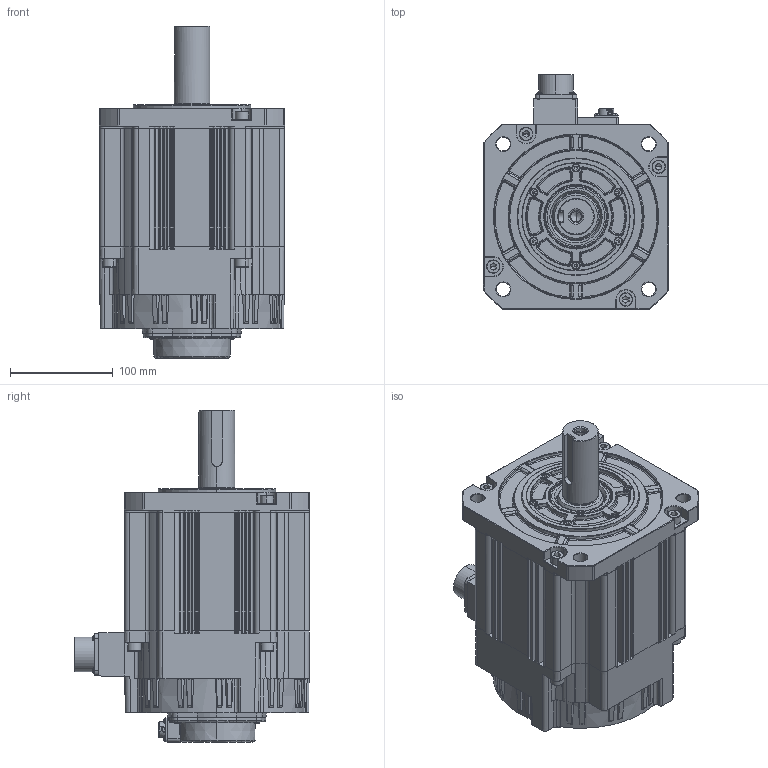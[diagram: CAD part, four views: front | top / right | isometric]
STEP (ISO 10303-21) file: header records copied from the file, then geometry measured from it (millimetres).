
FILE_DESCRIPTION (( 'STEP AP203' ), '1' );
FILE_NAME ('SV-X2MH400A-B4LA.STEP', '2021-10-12T13:36:57', ( 'China' ), ( 'Microsoft' ), 'SwSTEP 2.0', 'SolidWorks 2016', '' );
FILE_SCHEMA (( 'CONFIG_CONTROL_DESIGN' ));
Products named in the file (1): SV-X2MH400A-B4LA
Bounding box: 180 x 228.55 x 323 mm (x, y, z)
Volume: 6157351.1 mm3; surface area: 288400.2 mm2
Topology: 2 solids, 39 shells, 2966 faces, 7497 edges, 4629 vertices
Faces by surface type: plane 1080, cylinder 954, cone 422, bspline 238, torus 170, sphere 102
Entity records: 115033 total; most frequent: CARTESIAN_POINT 46527, ORIENTED_EDGE 14734, DIRECTION 13911, EDGE_CURVE 7367, AXIS2_PLACEMENT_3D 5357, VERTEX_POINT 4601, LINE 3197, VECTOR 3197
